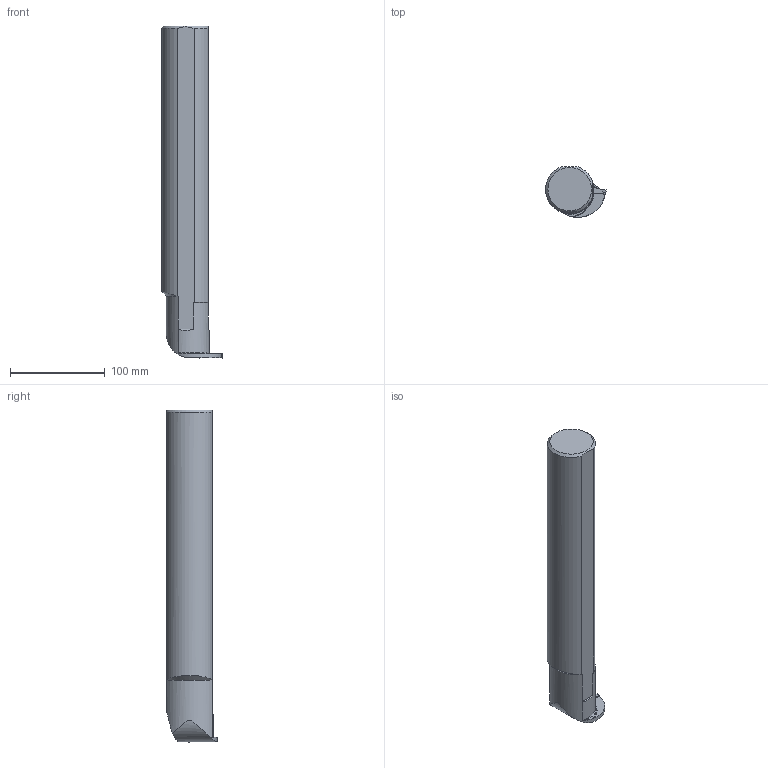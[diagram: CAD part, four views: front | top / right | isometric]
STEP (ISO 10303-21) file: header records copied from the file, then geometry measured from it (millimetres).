
FILE_DESCRIPTION(/* description */ (''),/* implementation_level */ '2;1');
FILE_NAME(/* name */ '1537788421832.stp',/* time_stamp */ '2018-09-24T16:57:28+05:00',/* author */ (''),/* organization */ ('SMS'),/* preprocessor_version */ 'ST-DEVELOPER v15',/* originating_system */ 'SIEMENS PLM Software NX 8.5',/* authorisation */ '');
FILE_SCHEMA (('AUTOMOTIVE_DESIGN { 1 0 10303 214 3 1 1 1 }'));
Length unit declared in the file: millimetre
Products named in the file (4): 201539472mod000_00; ASSEMBLY_CONSTRUCTION; 201886227mod000_00; 201886226mod000_00
Assembly tree (3 placements, depth 2):
  201886226mod000_00
    201886227mod000_00
    ASSEMBLY_CONSTRUCTION
    201539472mod000_00
Bounding box: 64.1 x 52.79 x 350 mm (x, y, z)
Volume: 666345.7 mm3; surface area: 59080.3 mm2
Topology: 2 solids, 2 shells, 62 faces, 175 edges, 123 vertices
Faces by surface type: plane 34, cylinder 10, bspline 7, cone 4, extrusion 4, torus 3
Entity records: 2427 total; most frequent: CARTESIAN_POINT 753, ORIENTED_EDGE 344, DIRECTION 282, EDGE_CURVE 172, VERTEX_POINT 115, AXIS2_PLACEMENT_3D 97, VECTOR 88, LINE 84
